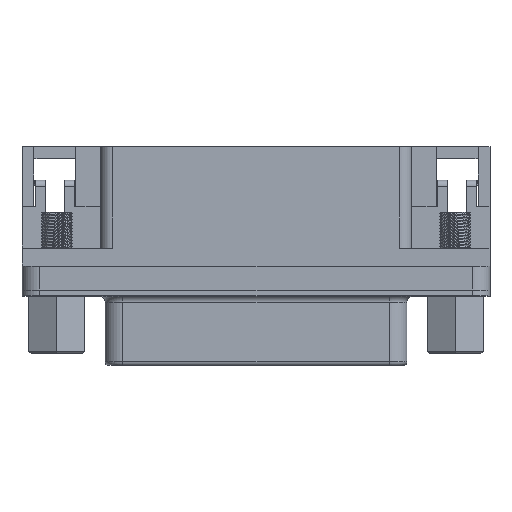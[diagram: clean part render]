
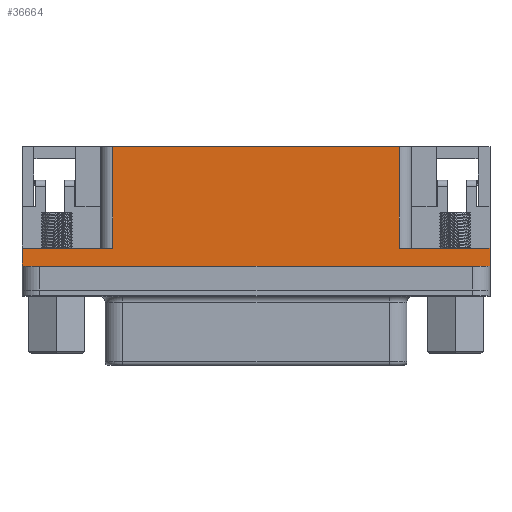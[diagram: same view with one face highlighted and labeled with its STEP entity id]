
A CAD part, top view. The second image highlights one B-rep face of the part: STEP entity #36664.
In plain terms, the highlighted planar face has unit normal (0, 0, 1).
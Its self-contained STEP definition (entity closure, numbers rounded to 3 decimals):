
#34167 = VERTEX_POINT('',#34168);
#34168 = CARTESIAN_POINT('',(-12.,2.995,
    10.44));
#34175 = EDGE_CURVE('',#34176,#34167,#34178,.T.);
#34176 = VERTEX_POINT('',#34177);
#34177 = CARTESIAN_POINT('',(12.,2.995,
    10.44));
#34178 = LINE('',#34179,#34180);
#34179 = CARTESIAN_POINT('',(13.,2.995,
    10.44));
#34180 = VECTOR('',#34181,1.);
#34181 = DIRECTION('',(-1.,0.,0.));
#36359 = EDGE_CURVE('',#36360,#36362,#36364,.T.);
#36360 = VERTEX_POINT('',#36361);
#36361 = CARTESIAN_POINT('',(-19.57,-5.505,
    10.44));
#36362 = VERTEX_POINT('',#36363);
#36363 = CARTESIAN_POINT('',(-12.,-5.505,
    10.44));
#36364 = LINE('',#36365,#36366);
#36365 = CARTESIAN_POINT('',(19.57,-5.505,
    10.44));
#36366 = VECTOR('',#36367,1.);
#36367 = DIRECTION('',(1.,0.,0.));
#36409 = VERTEX_POINT('',#36410);
#36410 = CARTESIAN_POINT('',(12.,-5.505,
    10.44));
#36417 = EDGE_CURVE('',#36409,#36418,#36420,.T.);
#36418 = VERTEX_POINT('',#36419);
#36419 = CARTESIAN_POINT('',(19.57,-5.505,
    10.44));
#36420 = LINE('',#36421,#36422);
#36421 = CARTESIAN_POINT('',(19.57,-5.505,
    10.44));
#36422 = VECTOR('',#36423,1.);
#36423 = DIRECTION('',(1.,0.,0.));
#36442 = VERTEX_POINT('',#36443);
#36443 = CARTESIAN_POINT('',(19.57,-7.005,
    10.44));
#36449 = EDGE_CURVE('',#36450,#36442,#36452,.T.);
#36450 = VERTEX_POINT('',#36451);
#36451 = CARTESIAN_POINT('',(-19.57,-7.005,
    10.44));
#36452 = LINE('',#36453,#36454);
#36453 = CARTESIAN_POINT('',(19.57,-7.005,
    10.44));
#36454 = VECTOR('',#36455,1.);
#36455 = DIRECTION('',(1.,0.,0.));
#36570 = EDGE_CURVE('',#36418,#36442,#36571,.T.);
#36571 = LINE('',#36572,#36573);
#36572 = CARTESIAN_POINT('',(19.57,-5.505,
    10.44));
#36573 = VECTOR('',#36574,1.);
#36574 = DIRECTION('',(0.,-1.,0.));
#36604 = EDGE_CURVE('',#36360,#36450,#36605,.T.);
#36605 = LINE('',#36606,#36607);
#36606 = CARTESIAN_POINT('',(-19.57,-5.505,
    10.44));
#36607 = VECTOR('',#36608,1.);
#36608 = DIRECTION('',(0.,-1.,0.));
#36664 = ADVANCED_FACE('',(#36665),#36685,.F.);
#36665 = FACE_BOUND('',#36666,.T.);
#36666 = EDGE_LOOP('',(#36667,#36668,#36674,#36675,#36676,#36677,#36678,
    #36679));
#36667 = ORIENTED_EDGE('',*,*,#34175,.T.);
#36668 = ORIENTED_EDGE('',*,*,#36669,.T.);
#36669 = EDGE_CURVE('',#34167,#36362,#36670,.T.);
#36670 = LINE('',#36671,#36672);
#36671 = CARTESIAN_POINT('',(-12.,-5.505,
    10.44));
#36672 = VECTOR('',#36673,1.);
#36673 = DIRECTION('',(0.,-1.,0.));
#36674 = ORIENTED_EDGE('',*,*,#36359,.F.);
#36675 = ORIENTED_EDGE('',*,*,#36604,.T.);
#36676 = ORIENTED_EDGE('',*,*,#36449,.T.);
#36677 = ORIENTED_EDGE('',*,*,#36570,.F.);
#36678 = ORIENTED_EDGE('',*,*,#36417,.F.);
#36679 = ORIENTED_EDGE('',*,*,#36680,.T.);
#36680 = EDGE_CURVE('',#36409,#34176,#36681,.T.);
#36681 = LINE('',#36682,#36683);
#36682 = CARTESIAN_POINT('',(12.,-5.505,
    10.44));
#36683 = VECTOR('',#36684,1.);
#36684 = DIRECTION('',(0.,1.,0.));
#36685 = PLANE('',#36686);
#36686 = AXIS2_PLACEMENT_3D('',#36687,#36688,#36689);
#36687 = CARTESIAN_POINT('',(19.57,-5.505,
    10.44));
#36688 = DIRECTION('',(0.,0.,-1.));
#36689 = DIRECTION('',(0.,1.,0.));
